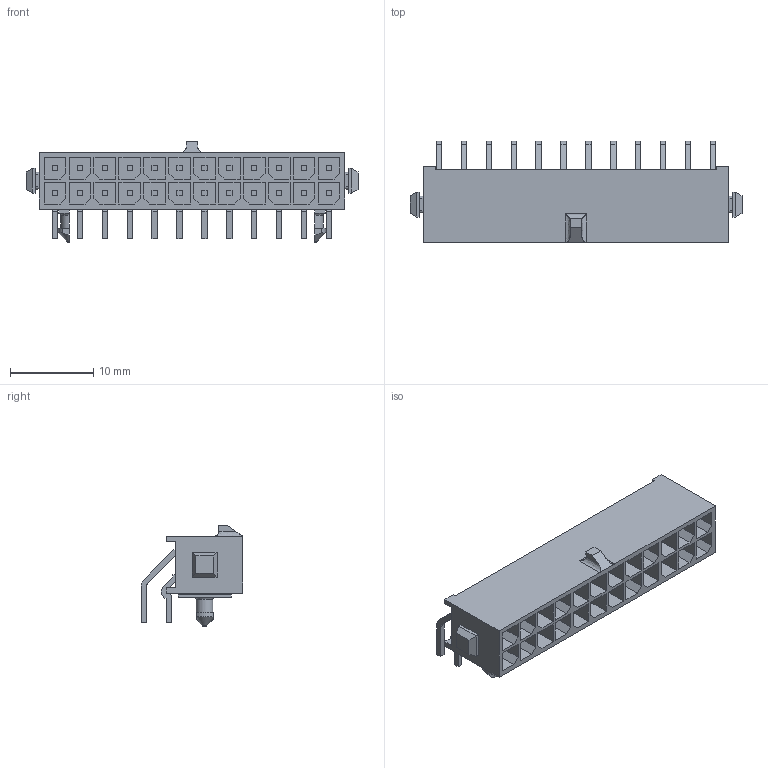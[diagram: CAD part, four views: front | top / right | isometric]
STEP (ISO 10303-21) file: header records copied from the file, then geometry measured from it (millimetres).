
FILE_DESCRIPTION(('FreeCAD Model'),'2;1');
FILE_NAME('c_5_794618_4_h_3d.step','2019-03-28T21:56:55',( 'kicad StepUp'),('ksu MCAD'),'Open CASCADE STEP processor 6.8', 'FreeCAD','Unknown');
FILE_SCHEMA(('AUTOMOTIVE_DESIGN_CC2 { 1 2 10303 214 -1 1 5 4 }'));
Length unit declared in the file: millimetre
Products named in the file (1): c_5_794618_4_h_3d
Bounding box: 40 x 12.24 x 12.18 mm (x, y, z)
Surface area: 3719.3 mm2 (no closed solid volume)
Topology: 0 solids, 636 shells, 636 faces, 3600 edges, 3600 vertices
Faces by surface type: bspline 539, revolution 97
Entity records: 41805 total; most frequent: CARTESIAN_POINT 9635, DIRECTION 4180, ORIENTED_EDGE 3600, EDGE_CURVE 3600, VERTEX_POINT 3600, LINE 3289, VECTOR 3289, FACE_BOUND 714
